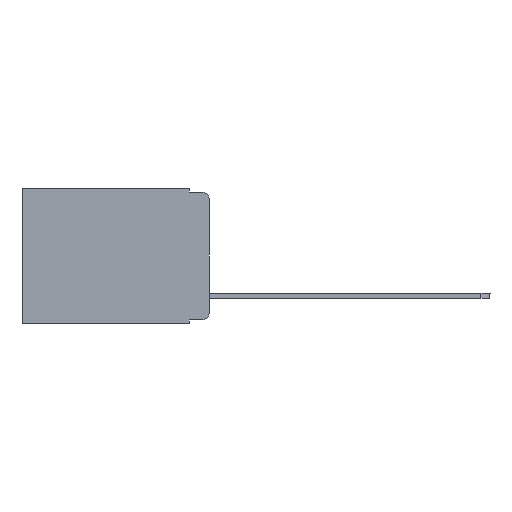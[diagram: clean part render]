
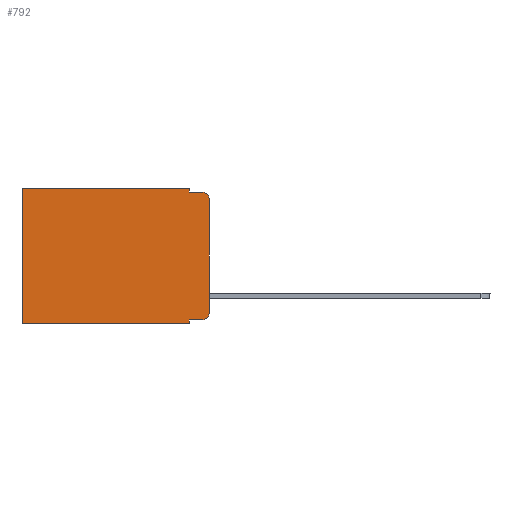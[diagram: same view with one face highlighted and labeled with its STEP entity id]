
A CAD part, left-side view. The second image highlights one B-rep face of the part: STEP entity #792.
In plain terms, the highlighted planar face has unit normal (-1, 0, 0).
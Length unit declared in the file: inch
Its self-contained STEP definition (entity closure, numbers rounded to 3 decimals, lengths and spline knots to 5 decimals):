
#468 = CARTESIAN_POINT ( 'NONE',  ( 0.298, 0., 0. ) ) ;
#792 = ADVANCED_FACE ( 'NONE', ( #14973 ), #7677, .F. ) ;
#798 = LINE ( 'NONE', #14633, #4421 ) ;
#1137 = VERTEX_POINT ( 'NONE', #12883 ) ;
#1153 = LINE ( 'NONE', #13207, #4086 ) ;
#1347 = AXIS2_PLACEMENT_3D ( 'NONE', #15952, #12982, #3787 ) ;
#1429 = DIRECTION ( 'NONE',  ( 0., 0., -1. ) ) ;
#1684 = ORIENTED_EDGE ( 'NONE', *, *, #11446, .T. ) ;
#2022 = VERTEX_POINT ( 'NONE', #3106 ) ;
#2282 = DIRECTION ( 'NONE',  ( 0., 0., -1. ) ) ;
#2849 = EDGE_CURVE ( 'NONE', #6435, #14648, #3169, .T. ) ;
#2872 = DIRECTION ( 'NONE',  ( 0., 0., -1. ) ) ;
#3106 = CARTESIAN_POINT ( 'NONE',  ( 0.298, 0.473, -0.343 ) ) ;
#3169 = LINE ( 'NONE', #16605, #13128 ) ;
#3227 = DIRECTION ( 'NONE',  ( 1., 0., 0. ) ) ;
#3233 = DIRECTION ( 'NONE',  ( 0., 0., -1. ) ) ;
#3321 = LINE ( 'NONE', #15281, #14122 ) ;
#3536 = AXIS2_PLACEMENT_3D ( 'NONE', #9256, #7760, #1429 ) ;
#3554 = CIRCLE ( 'NONE', #1347, 0.02 ) ;
#3787 = DIRECTION ( 'NONE',  ( 0., 0., -1. ) ) ;
#3950 = LINE ( 'NONE', #16127, #7278 ) ;
#4036 = CARTESIAN_POINT ( 'NONE',  ( 0.298, 0.051, -0.333 ) ) ;
#4086 = VECTOR ( 'NONE', #7171, 39.37008 ) ;
#4409 = CARTESIAN_POINT ( 'NONE',  ( 0.298, 0.473, 0. ) ) ;
#4421 = VECTOR ( 'NONE', #5328, 39.37008 ) ;
#4896 = CARTESIAN_POINT ( 'NONE',  ( 0.298, 0.02, -0.333 ) ) ;
#4939 = CARTESIAN_POINT ( 'NONE',  ( 0.298, 0.02, -0.01 ) ) ;
#5111 = CIRCLE ( 'NONE', #3536, 0.02 ) ;
#5148 = ORIENTED_EDGE ( 'NONE', *, *, #16013, .T. ) ;
#5328 = DIRECTION ( 'NONE',  ( 0., 1., 0. ) ) ;
#6012 = EDGE_CURVE ( 'NONE', #8567, #1137, #3321, .T. ) ;
#6435 = VERTEX_POINT ( 'NONE', #18879 ) ;
#6652 = ORIENTED_EDGE ( 'NONE', *, *, #16659, .F. ) ;
#6775 = VECTOR ( 'NONE', #11773, 39.37008 ) ;
#6778 = VERTEX_POINT ( 'NONE', #7613 ) ;
#6963 = DIRECTION ( 'NONE',  ( 0., -1., 0. ) ) ;
#7171 = DIRECTION ( 'NONE',  ( 0., 0., -1. ) ) ;
#7215 = VERTEX_POINT ( 'NONE', #4409 ) ;
#7278 = VECTOR ( 'NONE', #2282, 39.37008 ) ;
#7463 = DIRECTION ( 'NONE',  ( 0., 0., -1. ) ) ;
#7566 = VECTOR ( 'NONE', #9770, 39.37008 ) ;
#7613 = CARTESIAN_POINT ( 'NONE',  ( 0.298, 0.051, 0. ) ) ;
#7677 = PLANE ( 'NONE',  #15349 ) ;
#7694 = ORIENTED_EDGE ( 'NONE', *, *, #8962, .T. ) ;
#7760 = DIRECTION ( 'NONE',  ( -1., 0., 0. ) ) ;
#7768 = CARTESIAN_POINT ( 'NONE',  ( 0.298, 0., 0. ) ) ;
#8447 = LINE ( 'NONE', #14471, #16217 ) ;
#8567 = VERTEX_POINT ( 'NONE', #17262 ) ;
#8962 = EDGE_CURVE ( 'NONE', #12068, #14648, #5111, .T. ) ;
#9147 = EDGE_CURVE ( 'NONE', #6435, #15311, #3554, .T. ) ;
#9256 = CARTESIAN_POINT ( 'NONE',  ( 0.298, 0.02, -0.313 ) ) ;
#9770 = DIRECTION ( 'NONE',  ( 0., 1., 0. ) ) ;
#10132 = EDGE_LOOP ( 'NONE', ( #15057, #10990, #17913, #6652, #19110, #5148, #11850, #18579, #1684, #7694 ) ) ;
#10364 = EDGE_CURVE ( 'NONE', #18865, #15311, #8447, .T. ) ;
#10990 = ORIENTED_EDGE ( 'NONE', *, *, #9147, .T. ) ;
#11164 = LINE ( 'NONE', #468, #7566 ) ;
#11446 = EDGE_CURVE ( 'NONE', #8567, #12068, #12944, .T. ) ;
#11773 = DIRECTION ( 'NONE',  ( 0., -1., 0. ) ) ;
#11850 = ORIENTED_EDGE ( 'NONE', *, *, #16640, .F. ) ;
#12068 = VERTEX_POINT ( 'NONE', #4896 ) ;
#12883 = CARTESIAN_POINT ( 'NONE',  ( 0.298, 0.051, -0.343 ) ) ;
#12944 = LINE ( 'NONE', #4036, #6775 ) ;
#12982 = DIRECTION ( 'NONE',  ( -1., 0., 0. ) ) ;
#13128 = VECTOR ( 'NONE', #2872, 39.37008 ) ;
#13207 = CARTESIAN_POINT ( 'NONE',  ( 0.298, 0.473, 0. ) ) ;
#14122 = VECTOR ( 'NONE', #3233, 39.37008 ) ;
#14471 = CARTESIAN_POINT ( 'NONE',  ( 0.298, 0.051, -0.01 ) ) ;
#14633 = CARTESIAN_POINT ( 'NONE',  ( 0.298, 0., -0.343 ) ) ;
#14648 = VERTEX_POINT ( 'NONE', #18666 ) ;
#14973 = FACE_OUTER_BOUND ( 'NONE', #10132, .T. ) ;
#15057 = ORIENTED_EDGE ( 'NONE', *, *, #2849, .F. ) ;
#15281 = CARTESIAN_POINT ( 'NONE',  ( 0.298, 0.051, 0. ) ) ;
#15311 = VERTEX_POINT ( 'NONE', #4939 ) ;
#15349 = AXIS2_PLACEMENT_3D ( 'NONE', #7768, #3227, #7463 ) ;
#15363 = CARTESIAN_POINT ( 'NONE',  ( 0.298, 0.051, -0.01 ) ) ;
#15887 = EDGE_CURVE ( 'NONE', #6778, #7215, #11164, .T. ) ;
#15952 = CARTESIAN_POINT ( 'NONE',  ( 0.298, 0.02, -0.03 ) ) ;
#16013 = EDGE_CURVE ( 'NONE', #7215, #2022, #1153, .T. ) ;
#16127 = CARTESIAN_POINT ( 'NONE',  ( 0.298, 0.051, 0. ) ) ;
#16217 = VECTOR ( 'NONE', #6963, 39.37008 ) ;
#16605 = CARTESIAN_POINT ( 'NONE',  ( 0.298, 0., 0. ) ) ;
#16640 = EDGE_CURVE ( 'NONE', #1137, #2022, #798, .T. ) ;
#16659 = EDGE_CURVE ( 'NONE', #6778, #18865, #3950, .T. ) ;
#17262 = CARTESIAN_POINT ( 'NONE',  ( 0.298, 0.051, -0.333 ) ) ;
#17913 = ORIENTED_EDGE ( 'NONE', *, *, #10364, .F. ) ;
#18579 = ORIENTED_EDGE ( 'NONE', *, *, #6012, .F. ) ;
#18666 = CARTESIAN_POINT ( 'NONE',  ( 0.298, 0., -0.313 ) ) ;
#18865 = VERTEX_POINT ( 'NONE', #15363 ) ;
#18879 = CARTESIAN_POINT ( 'NONE',  ( 0.298, 0., -0.03 ) ) ;
#19110 = ORIENTED_EDGE ( 'NONE', *, *, #15887, .T. ) ;
